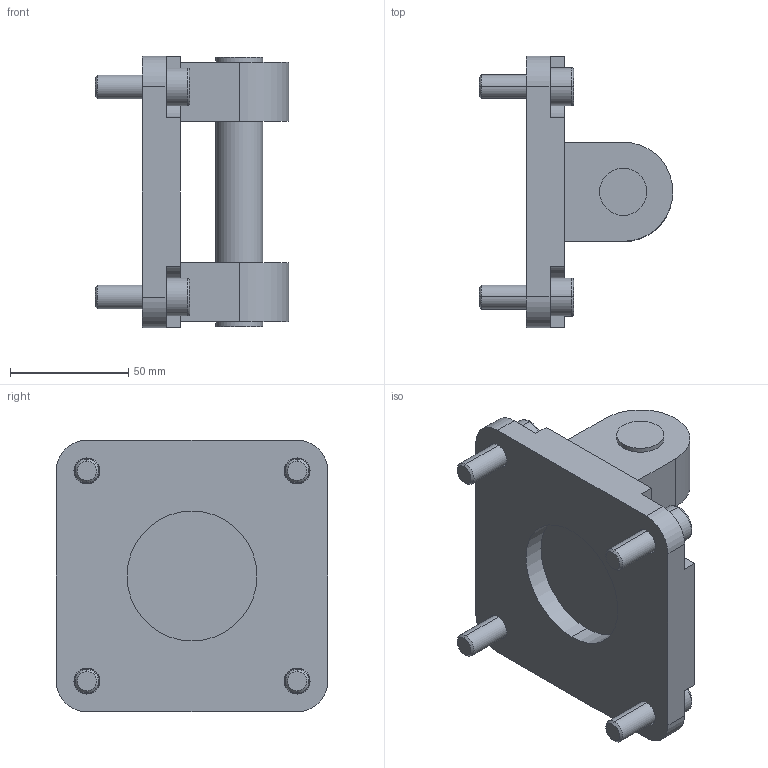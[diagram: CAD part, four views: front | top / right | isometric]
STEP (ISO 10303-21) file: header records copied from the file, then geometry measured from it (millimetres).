
FILE_DESCRIPTION (( 'STEP AP203' ), '1' );
FILE_NAME ('W0951002003.step', '2025-05-29T13:01:43', ( '' ), ( '' ), 'SwSTEP 2.0', 'SolidWorks 2024', '' );
FILE_SCHEMA (( 'CONFIG_CONTROL_DESIGN' ));
Length unit declared in the file: inch
Products named in the file (1): W0951002003
Bounding box: 82 x 115 x 115 mm (x, y, z)
Volume: 292979.4 mm3; surface area: 57155 mm2
Topology: 5 solids, 5 shells, 187 faces, 432 edges, 260 vertices
Faces by surface type: plane 89, cylinder 42, cone 32, torus 24
Entity records: 5417 total; most frequent: CARTESIAN_POINT 1048, DIRECTION 948, ORIENTED_EDGE 848, EDGE_CURVE 424, AXIS2_PLACEMENT_3D 368, VERTEX_POINT 260, VECTOR 212, LINE 212
